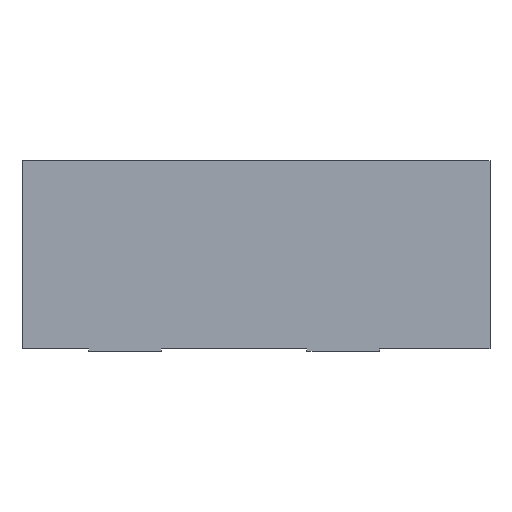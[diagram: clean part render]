
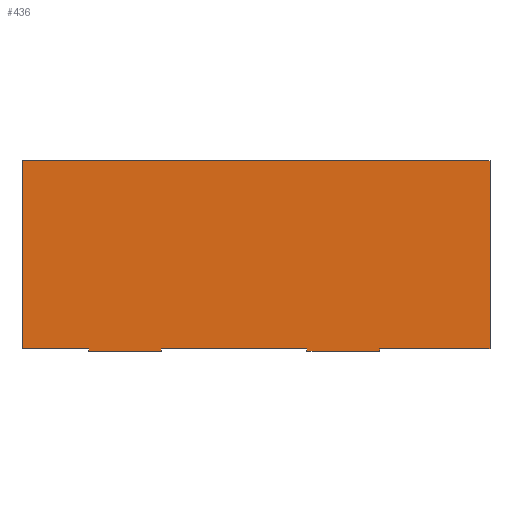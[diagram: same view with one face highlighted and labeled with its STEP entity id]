
A CAD part, front view. The second image highlights one B-rep face of the part: STEP entity #436.
In plain terms, the highlighted planar face has unit normal (0, -1, 0).
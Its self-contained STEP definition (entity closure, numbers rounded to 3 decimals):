
#53=FACE_OUTER_BOUND('',#80,.T.);
#80=EDGE_LOOP('',(#386,#387,#388,#389,#390,#391,#392,#393,#394,#395,#396,
#397));
#81=LINE('',#603,#131);
#85=LINE('',#612,#135);
#89=LINE('',#619,#139);
#92=LINE('',#628,#142);
#96=LINE('',#636,#146);
#101=LINE('',#646,#151);
#104=LINE('',#652,#154);
#105=LINE('',#654,#155);
#108=LINE('',#660,#158);
#115=LINE('',#676,#165);
#129=LINE('',#716,#179);
#130=LINE('',#718,#180);
#131=VECTOR('',#491,10.);
#135=VECTOR('',#497,10.);
#139=VECTOR('',#503,10.);
#142=VECTOR('',#510,10.);
#146=VECTOR('',#516,10.);
#151=VECTOR('',#523,10.);
#154=VECTOR('',#528,10.);
#155=VECTOR('',#531,10.);
#158=VECTOR('',#538,10.);
#165=VECTOR('',#551,10.);
#179=VECTOR('',#593,10.);
#180=VECTOR('',#596,10.);
#181=VERTEX_POINT('',#601);
#182=VERTEX_POINT('',#602);
#185=VERTEX_POINT('',#610);
#186=VERTEX_POINT('',#611);
#190=VERTEX_POINT('',#624);
#192=VERTEX_POINT('',#627);
#195=VERTEX_POINT('',#635);
#197=VERTEX_POINT('',#640);
#199=VERTEX_POINT('',#644);
#201=VERTEX_POINT('',#650);
#208=VERTEX_POINT('',#674);
#220=VERTEX_POINT('',#714);
#221=EDGE_CURVE('',#181,#182,#81,.T.);
#225=EDGE_CURVE('',#185,#186,#85,.T.);
#229=EDGE_CURVE('',#186,#181,#89,.T.);
#233=EDGE_CURVE('',#192,#190,#92,.T.);
#237=EDGE_CURVE('',#195,#192,#96,.T.);
#242=EDGE_CURVE('',#197,#199,#101,.T.);
#245=EDGE_CURVE('',#199,#201,#104,.T.);
#246=EDGE_CURVE('',#190,#185,#105,.T.);
#250=EDGE_CURVE('',#182,#197,#108,.T.);
#258=EDGE_CURVE('',#201,#208,#115,.T.);
#278=EDGE_CURVE('',#208,#220,#129,.T.);
#279=EDGE_CURVE('',#220,#195,#130,.T.);
#386=ORIENTED_EDGE('',*,*,#221,.T.);
#387=ORIENTED_EDGE('',*,*,#250,.T.);
#388=ORIENTED_EDGE('',*,*,#242,.T.);
#389=ORIENTED_EDGE('',*,*,#245,.T.);
#390=ORIENTED_EDGE('',*,*,#258,.T.);
#391=ORIENTED_EDGE('',*,*,#278,.T.);
#392=ORIENTED_EDGE('',*,*,#279,.T.);
#393=ORIENTED_EDGE('',*,*,#237,.T.);
#394=ORIENTED_EDGE('',*,*,#233,.T.);
#395=ORIENTED_EDGE('',*,*,#246,.T.);
#396=ORIENTED_EDGE('',*,*,#225,.T.);
#397=ORIENTED_EDGE('',*,*,#229,.T.);
#415=PLANE('',#486);
#436=ADVANCED_FACE('',(#53),#415,.T.);
#486=AXIS2_PLACEMENT_3D('',#719,#597,#598);
#491=DIRECTION('',(0.,0.,-1.));
#497=DIRECTION('',(0.,0.,1.));
#503=DIRECTION('',(1.,0.,0.));
#510=DIRECTION('',(0.,0.,-1.));
#516=DIRECTION('',(1.,0.,0.));
#523=DIRECTION('',(0.,0.,1.));
#528=DIRECTION('',(1.,0.,0.));
#531=DIRECTION('',(1.,0.,0.));
#538=DIRECTION('',(1.,0.,0.));
#551=DIRECTION('',(0.,0.,1.));
#593=DIRECTION('',(-1.,0.,0.));
#596=DIRECTION('',(0.,0.,-1.));
#597=DIRECTION('center_axis',(0.,-1.,0.));
#598=DIRECTION('ref_axis',(0.,0.,-1.));
#601=CARTESIAN_POINT('',(3.5,-4.5,-7.67));
#602=CARTESIAN_POINT('',(3.5,-4.5,-7.87));
#603=CARTESIAN_POINT('',(3.5,-4.5,-3.935));
#610=CARTESIAN_POINT('',(-8.5,-4.5,-7.87));
#611=CARTESIAN_POINT('',(-8.5,-4.5,-7.67));
#612=CARTESIAN_POINT('',(-8.5,-4.5,-3.935));
#619=CARTESIAN_POINT('',(-1.25,-4.5,-7.67));
#624=CARTESIAN_POINT('',(-14.5,-4.5,-7.87));
#627=CARTESIAN_POINT('',(-14.5,-4.5,-7.67));
#628=CARTESIAN_POINT('',(-14.5,-4.5,-3.935));
#635=CARTESIAN_POINT('',(-20.,-4.5,-7.67));
#636=CARTESIAN_POINT('',(-8.625,-4.5,-7.67));
#640=CARTESIAN_POINT('',(9.5,-4.5,-7.87));
#644=CARTESIAN_POINT('',(9.5,-4.5,-7.67));
#646=CARTESIAN_POINT('',(9.5,-4.5,-3.935));
#650=CARTESIAN_POINT('',(18.599,-4.5,-7.67));
#652=CARTESIAN_POINT('',(7.025,-4.5,-7.67));
#654=CARTESIAN_POINT('',(20.,-4.5,-7.87));
#660=CARTESIAN_POINT('',(20.,-4.5,-7.87));
#674=CARTESIAN_POINT('',(18.599,-4.5,7.87));
#676=CARTESIAN_POINT('',(18.599,-4.5,0.629));
#714=CARTESIAN_POINT('',(-20.,-4.5,7.87));
#716=CARTESIAN_POINT('',(-20.,-4.5,7.87));
#718=CARTESIAN_POINT('',(-20.,-4.5,-7.87));
#719=CARTESIAN_POINT('Origin',(0.,-4.5,0.));
